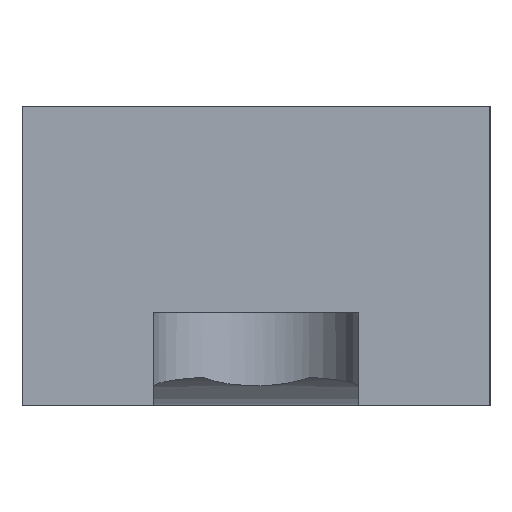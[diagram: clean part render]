
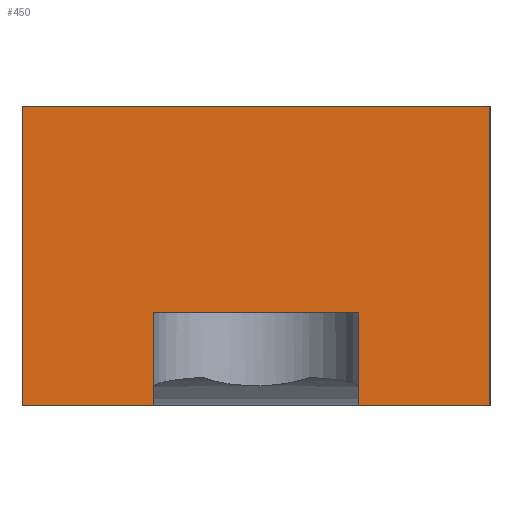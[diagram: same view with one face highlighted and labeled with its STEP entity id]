
A CAD part, left-side view. The second image highlights one B-rep face of the part: STEP entity #450.
In plain terms, the highlighted planar face has unit normal (-1, 0, 0).
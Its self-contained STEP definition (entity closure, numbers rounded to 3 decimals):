
#7 = EDGE_CURVE ( 'NONE', #305, #693, #64, .T. ) ;
#24 = VECTOR ( 'NONE', #45, 1000. ) ;
#45 = DIRECTION ( 'NONE',  ( 0., -1., 0. ) ) ;
#48 = VERTEX_POINT ( 'NONE', #579 ) ;
#59 = DIRECTION ( 'NONE',  ( 0., -1., 0. ) ) ;
#64 = LINE ( 'NONE', #232, #337 ) ;
#86 = VERTEX_POINT ( 'NONE', #515 ) ;
#87 = DIRECTION ( 'NONE',  ( 0., 0., 1. ) ) ;
#90 = EDGE_CURVE ( 'NONE', #540, #527, #678, .T. ) ;
#116 = LINE ( 'NONE', #443, #499 ) ;
#128 = VECTOR ( 'NONE', #87, 1000. ) ;
#162 = ORIENTED_EDGE ( 'NONE', *, *, #445, .T. ) ;
#163 = EDGE_CURVE ( 'NONE', #640, #693, #366, .T. ) ;
#175 = CARTESIAN_POINT ( 'NONE',  ( -65., 12.5, 16. ) ) ;
#182 = FACE_OUTER_BOUND ( 'NONE', #519, .T. ) ;
#203 = CARTESIAN_POINT ( 'NONE',  ( -65., -12.5, 16. ) ) ;
#206 = CARTESIAN_POINT ( 'NONE',  ( -65., -5.5, 0. ) ) ;
#216 = ORIENTED_EDGE ( 'NONE', *, *, #90, .F. ) ;
#232 = CARTESIAN_POINT ( 'NONE',  ( -65., 12.5, 5. ) ) ;
#235 = CARTESIAN_POINT ( 'NONE',  ( -65., -5.5, 5. ) ) ;
#239 = VERTEX_POINT ( 'NONE', #694 ) ;
#250 = VECTOR ( 'NONE', #59, 1000. ) ;
#260 = VECTOR ( 'NONE', #297, 1000. ) ;
#280 = DIRECTION ( 'NONE',  ( 0., 0., -1. ) ) ;
#282 = CARTESIAN_POINT ( 'NONE',  ( -65., 5.5, 5. ) ) ;
#297 = DIRECTION ( 'NONE',  ( 0., -1., 0. ) ) ;
#299 = CARTESIAN_POINT ( 'NONE',  ( -65., 12.5, 16. ) ) ;
#300 = EDGE_CURVE ( 'NONE', #640, #86, #328, .T. ) ;
#305 = VERTEX_POINT ( 'NONE', #282 ) ;
#328 = LINE ( 'NONE', #469, #250 ) ;
#335 = ORIENTED_EDGE ( 'NONE', *, *, #668, .F. ) ;
#337 = VECTOR ( 'NONE', #406, 1000. ) ;
#346 = EDGE_CURVE ( 'NONE', #48, #239, #550, .T. ) ;
#356 = DIRECTION ( 'NONE',  ( 0., 0., -1. ) ) ;
#357 = EDGE_CURVE ( 'NONE', #239, #305, #116, .T. ) ;
#366 = LINE ( 'NONE', #643, #128 ) ;
#370 = CARTESIAN_POINT ( 'NONE',  ( -65., 12.5, 16. ) ) ;
#393 = VECTOR ( 'NONE', #356, 1000. ) ;
#399 = ORIENTED_EDGE ( 'NONE', *, *, #163, .F. ) ;
#400 = LINE ( 'NONE', #414, #598 ) ;
#401 = DIRECTION ( 'NONE',  ( 0., 0., 1. ) ) ;
#406 = DIRECTION ( 'NONE',  ( 0., -1., 0. ) ) ;
#410 = ORIENTED_EDGE ( 'NONE', *, *, #7, .T. ) ;
#411 = CARTESIAN_POINT ( 'NONE',  ( -65., 12.5, 16. ) ) ;
#414 = CARTESIAN_POINT ( 'NONE',  ( -65., -12.5, 16. ) ) ;
#443 = CARTESIAN_POINT ( 'NONE',  ( -65., 5.5, 16. ) ) ;
#445 = EDGE_CURVE ( 'NONE', #540, #48, #627, .T. ) ;
#450 = ADVANCED_FACE ( 'NONE', ( #182 ), #477, .T. ) ;
#459 = ORIENTED_EDGE ( 'NONE', *, *, #346, .T. ) ;
#466 = CARTESIAN_POINT ( 'NONE',  ( -65., 12.5, 0. ) ) ;
#469 = CARTESIAN_POINT ( 'NONE',  ( -65., 12.5, 0. ) ) ;
#477 = PLANE ( 'NONE',  #644 ) ;
#499 = VECTOR ( 'NONE', #401, 1000. ) ;
#515 = CARTESIAN_POINT ( 'NONE',  ( -65., -12.5, 0. ) ) ;
#519 = EDGE_LOOP ( 'NONE', ( #459, #554, #410, #399, #667, #335, #216, #162 ) ) ;
#527 = VERTEX_POINT ( 'NONE', #203 ) ;
#540 = VERTEX_POINT ( 'NONE', #370 ) ;
#550 = LINE ( 'NONE', #466, #24 ) ;
#554 = ORIENTED_EDGE ( 'NONE', *, *, #357, .T. ) ;
#579 = CARTESIAN_POINT ( 'NONE',  ( -65., 12.5, 0. ) ) ;
#598 = VECTOR ( 'NONE', #280, 1000. ) ;
#627 = LINE ( 'NONE', #299, #393 ) ;
#634 = DIRECTION ( 'NONE',  ( -1., 0., 0. ) ) ;
#640 = VERTEX_POINT ( 'NONE', #206 ) ;
#643 = CARTESIAN_POINT ( 'NONE',  ( -65., -5.5, 16. ) ) ;
#644 = AXIS2_PLACEMENT_3D ( 'NONE', #411, #634, #690 ) ;
#667 = ORIENTED_EDGE ( 'NONE', *, *, #300, .T. ) ;
#668 = EDGE_CURVE ( 'NONE', #527, #86, #400, .T. ) ;
#678 = LINE ( 'NONE', #175, #260 ) ;
#690 = DIRECTION ( 'NONE',  ( 0., 0., 1. ) ) ;
#693 = VERTEX_POINT ( 'NONE', #235 ) ;
#694 = CARTESIAN_POINT ( 'NONE',  ( -65., 5.5, 0. ) ) ;
